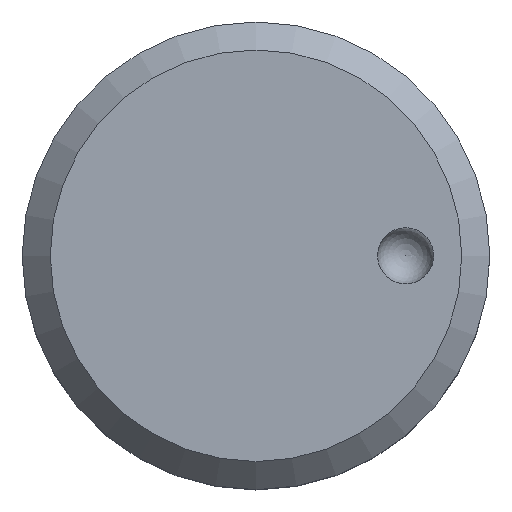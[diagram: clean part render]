
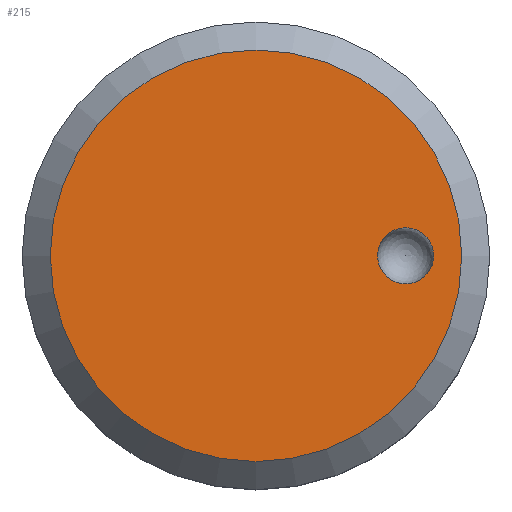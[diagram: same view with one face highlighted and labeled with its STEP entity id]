
A CAD part, top view. The second image highlights one B-rep face of the part: STEP entity #215.
In plain terms, the highlighted planar face has unit normal (0, 0, 1).
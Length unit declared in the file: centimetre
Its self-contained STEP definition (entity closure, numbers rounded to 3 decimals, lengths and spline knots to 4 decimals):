
#109=PLANE('',#233);
#127=VERTEX_POINT('',#258);
#128=VERTEX_POINT('',#261);
#135=CIRCLE('',#228,0.15);
#136=CIRCLE('',#230,1.1);
#147=EDGE_CURVE('',#127,#127,#135,.T.);
#148=EDGE_CURVE('',#128,#128,#136,.T.);
#172=ORIENTED_EDGE('',*,*,#147,.T.);
#173=ORIENTED_EDGE('',*,*,#148,.F.);
#188=EDGE_LOOP('',(#172));
#189=EDGE_LOOP('',(#173));
#204=FACE_BOUND('',#188,.T.);
#205=FACE_BOUND('',#189,.T.);
#215=ADVANCED_FACE('',(#204,#205),#109,.T.);
#228=AXIS2_PLACEMENT_3D('',#257,#290,#291);
#230=AXIS2_PLACEMENT_3D('',#260,#294,#295);
#233=AXIS2_PLACEMENT_3D('',#265,#300,$);
#257=CARTESIAN_POINT('',(0.8,0.,1.2));
#258=CARTESIAN_POINT('',(0.8,-0.15,1.2));
#260=CARTESIAN_POINT('',(0.,0.,1.2));
#261=CARTESIAN_POINT('',(1.1,0.,1.2));
#265=CARTESIAN_POINT('',(0.,0.,1.2));
#290=DIRECTION('',(0.,0.,-1.));
#291=DIRECTION('',(0.,0.15,0.));
#294=DIRECTION('',(0.,0.,-1.));
#295=DIRECTION('',(-1.1,0.,0.));
#300=DIRECTION('',(0.,0.,1.));
